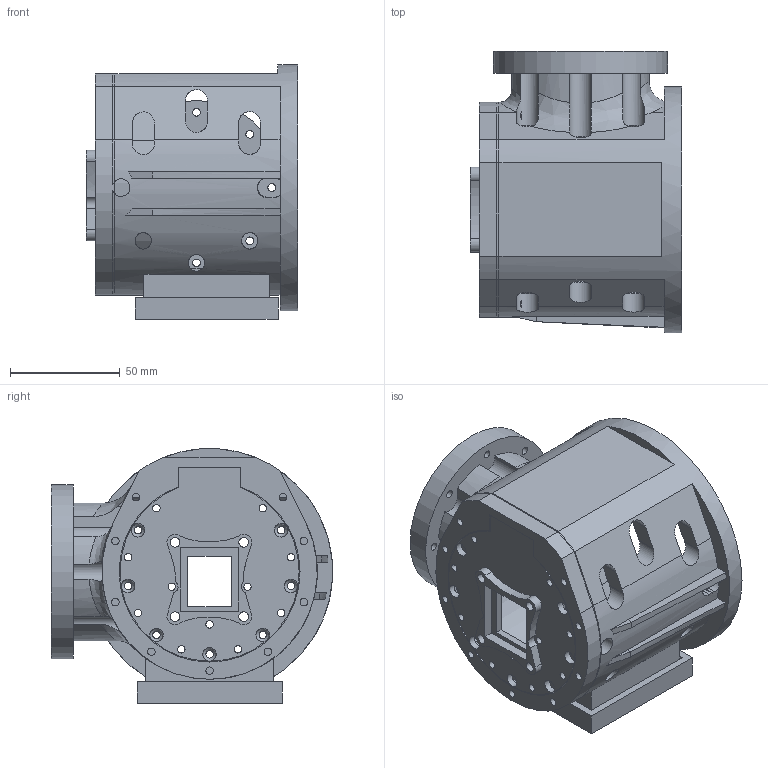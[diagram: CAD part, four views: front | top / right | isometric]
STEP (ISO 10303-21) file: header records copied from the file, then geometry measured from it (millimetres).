
FILE_DESCRIPTION(/* description */ (''),/* implementation_level */ '2;1');
FILE_NAME(/* name */ 'kneedrive.step',/* time_stamp */ '2024-09-25T18:36:07+09:00',/* author */ (''),/* organization */ (''),/* preprocessor_version */ 'ST-DEVELOPER v20',/* originating_system */ 'Autodesk Translation Framework v13.20.0.188',/* authorisation */ '');
FILE_SCHEMA (('AUTOMOTIVE_DESIGN { 1 0 10303 214 3 1 1 }'));
Length unit declared in the file: millimetre
Products named in the file (1): knee_blacket_cybergear
Bounding box: 96.1 x 128 x 116 mm (x, y, z)
Volume: 310944.4 mm3; surface area: 134115.9 mm2
Topology: 4 solids, 4 shells, 367 faces, 1075 edges, 712 vertices
Faces by surface type: plane 181, cylinder 155, bspline 31
Full cylindrical faces by diameter (mm): 3.3 x2, 3.4 x33, 3.5 x8, 4.2 x8, 4.3 x6, 4.4 x15, 6.2 x14, 7.5 x6, 46 x1, 79.2 x1, 82.3 x1, 112 x1
Entity records: 14605 total; most frequent: CARTESIAN_POINT 4497, ORIENTED_EDGE 2150, DIRECTION 1965, EDGE_CURVE 1075, VERTEX_POINT 712, AXIS2_PLACEMENT_3D 696, LINE 573, VECTOR 573
